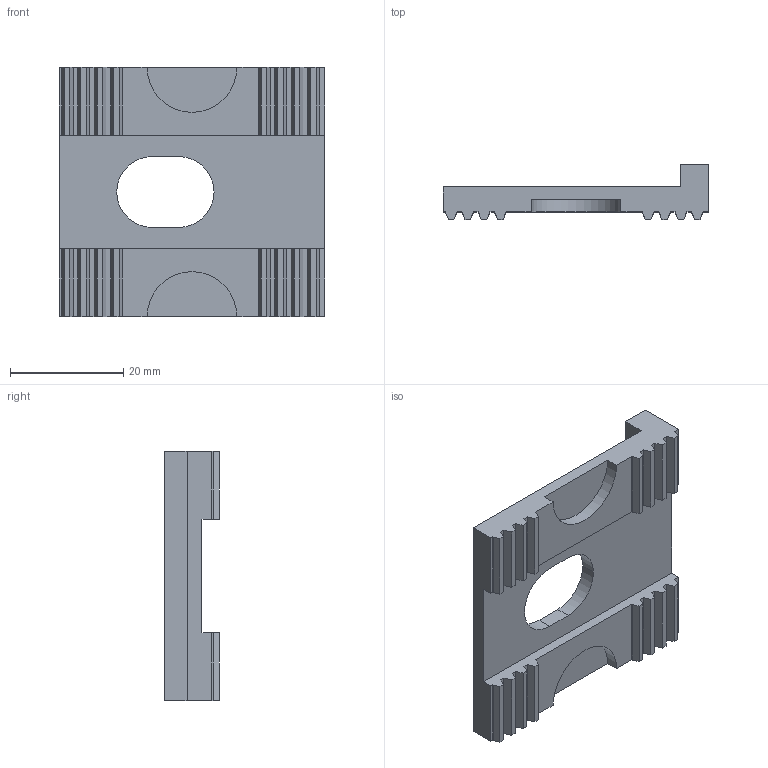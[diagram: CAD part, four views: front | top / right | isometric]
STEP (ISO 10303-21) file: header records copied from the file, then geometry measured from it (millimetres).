
FILE_DESCRIPTION(('STEP AP214'),'1');
FILE_NAME('HALDERN_EH_23250_0541.stp','2020-02-28T09:40:25',('TraceParts'),('TraceParts S.A.'),'Spatial InterOp 3D',' ',' ');
FILE_SCHEMA(('AUTOMOTIVE_DESIGN { 1 0 10303 214 1 1 1 1 }'));
Length unit declared in the file: millimetre
Products named in the file (1): HALDERN_EH_23250_0541
Bounding box: 47 x 9.68 x 44 mm (x, y, z)
Volume: 7788.1 mm3; surface area: 5623 mm2
Topology: 1 solids, 1 shells, 90 faces, 264 edges, 176 vertices
Faces by surface type: plane 84, cylinder 6
Entity records: 3680 total; most frequent: CARTESIAN_POINT 531, ORIENTED_EDGE 528, DIRECTION 458, EDGE_CURVE 264, LINE 252, VECTOR 252, VERTEX_POINT 176, AXIS2_PLACEMENT_3D 103
